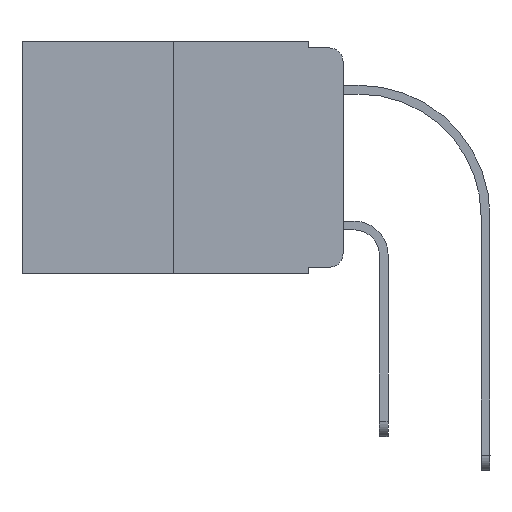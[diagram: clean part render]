
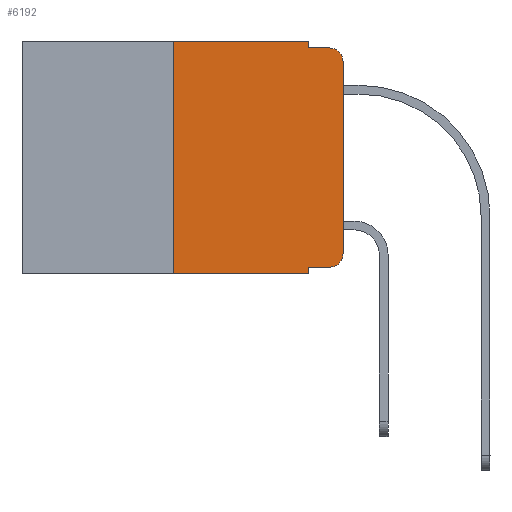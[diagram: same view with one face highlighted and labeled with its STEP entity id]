
A CAD part, left-side view. The second image highlights one B-rep face of the part: STEP entity #6192.
In plain terms, the highlighted planar face has unit normal (-1, 0, 0).
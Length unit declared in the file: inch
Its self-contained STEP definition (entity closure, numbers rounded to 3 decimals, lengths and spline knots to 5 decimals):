
#52 = EDGE_CURVE ( 'NONE', #2456, #15141, #10405, .T. ) ;
#158 = LINE ( 'NONE', #2778, #4067 ) ;
#220 = VERTEX_POINT ( 'NONE', #7755 ) ;
#236 = CARTESIAN_POINT ( 'NONE',  ( 0., 0.473, -0.343 ) ) ;
#295 = ORIENTED_EDGE ( 'NONE', *, *, #12497, .F. ) ;
#394 = LINE ( 'NONE', #2753, #15681 ) ;
#448 = DIRECTION ( 'NONE',  ( 0., 0., 1. ) ) ;
#580 = VERTEX_POINT ( 'NONE', #9954 ) ;
#1413 = CARTESIAN_POINT ( 'NONE',  ( 0., 0.25, -0.343 ) ) ;
#1747 = VERTEX_POINT ( 'NONE', #1413 ) ;
#2001 = CARTESIAN_POINT ( 'NONE',  ( 0., 0.25, 0. ) ) ;
#2172 = VECTOR ( 'NONE', #12687, 39.37008 ) ;
#2343 = CARTESIAN_POINT ( 'NONE',  ( 0., 0.051, -0.343 ) ) ;
#2456 = VERTEX_POINT ( 'NONE', #3614 ) ;
#2555 = ORIENTED_EDGE ( 'NONE', *, *, #3069, .F. ) ;
#2736 = EDGE_CURVE ( 'NONE', #1747, #13914, #14933, .T. ) ;
#2753 = CARTESIAN_POINT ( 'NONE',  ( 0., 0.051, -0.01 ) ) ;
#2778 = CARTESIAN_POINT ( 'NONE',  ( 0., 0.051, 0. ) ) ;
#3069 = EDGE_CURVE ( 'NONE', #9926, #15141, #394, .T. ) ;
#3101 = DIRECTION ( 'NONE',  ( 0., 0., -1. ) ) ;
#3495 = ORIENTED_EDGE ( 'NONE', *, *, #11214, .T. ) ;
#3587 = LINE ( 'NONE', #7436, #8334 ) ;
#3614 = CARTESIAN_POINT ( 'NONE',  ( 0., 0., -0.03 ) ) ;
#3629 = CARTESIAN_POINT ( 'NONE',  ( 0., 0., -0.313 ) ) ;
#3771 = EDGE_CURVE ( 'NONE', #220, #9926, #158, .T. ) ;
#4067 = VECTOR ( 'NONE', #4191, 39.37008 ) ;
#4079 = VERTEX_POINT ( 'NONE', #2343 ) ;
#4191 = DIRECTION ( 'NONE',  ( 0., 0., -1. ) ) ;
#4258 = ORIENTED_EDGE ( 'NONE', *, *, #2736, .F. ) ;
#4304 = CARTESIAN_POINT ( 'NONE',  ( 0., 0.473, 0. ) ) ;
#4576 = AXIS2_PLACEMENT_3D ( 'NONE', #12908, #9030, #7604 ) ;
#5357 = DIRECTION ( 'NONE',  ( 0., -1., 0. ) ) ;
#5553 = DIRECTION ( 'NONE',  ( 1., 0., 0. ) ) ;
#5565 = CARTESIAN_POINT ( 'NONE',  ( 0., 0.051, -0.333 ) ) ;
#6192 = ADVANCED_FACE ( 'NONE', ( #14305 ), #12050, .F. ) ;
#6477 = VERTEX_POINT ( 'NONE', #7565 ) ;
#6605 = LINE ( 'NONE', #236, #9930 ) ;
#6784 = CARTESIAN_POINT ( 'NONE',  ( 0., 0.02, -0.03 ) ) ;
#7107 = DIRECTION ( 'NONE',  ( 0., 0., 1. ) ) ;
#7370 = CARTESIAN_POINT ( 'NONE',  ( 0., 0.25, 0. ) ) ;
#7436 = CARTESIAN_POINT ( 'NONE',  ( 0., 0.473, 0. ) ) ;
#7565 = CARTESIAN_POINT ( 'NONE',  ( 0., 0.02, -0.333 ) ) ;
#7604 = DIRECTION ( 'NONE',  ( 0., 0., -1. ) ) ;
#7755 = CARTESIAN_POINT ( 'NONE',  ( 0., 0.051, 0. ) ) ;
#7828 = VERTEX_POINT ( 'NONE', #3629 ) ;
#8019 = CIRCLE ( 'NONE', #4576, 0.02 ) ;
#8030 = AXIS2_PLACEMENT_3D ( 'NONE', #4304, #5553, #15731 ) ;
#8047 = ORIENTED_EDGE ( 'NONE', *, *, #16330, .T. ) ;
#8334 = VECTOR ( 'NONE', #16522, 39.37008 ) ;
#8892 = CARTESIAN_POINT ( 'NONE',  ( 0., 0.051, 0. ) ) ;
#8924 = ORIENTED_EDGE ( 'NONE', *, *, #13018, .F. ) ;
#9030 = DIRECTION ( 'NONE',  ( -1., 0., 0. ) ) ;
#9245 = ORIENTED_EDGE ( 'NONE', *, *, #11771, .T. ) ;
#9272 = CARTESIAN_POINT ( 'NONE',  ( 0., 0., 0. ) ) ;
#9361 = CARTESIAN_POINT ( 'NONE',  ( 0., 0.02, -0.01 ) ) ;
#9576 = VECTOR ( 'NONE', #10712, 39.37008 ) ;
#9926 = VERTEX_POINT ( 'NONE', #15350 ) ;
#9930 = VECTOR ( 'NONE', #5357, 39.37008 ) ;
#9954 = CARTESIAN_POINT ( 'NONE',  ( 0., 0.051, -0.333 ) ) ;
#10061 = VECTOR ( 'NONE', #7107, 39.37008 ) ;
#10405 = CIRCLE ( 'NONE', #11220, 0.02 ) ;
#10644 = DIRECTION ( 'NONE',  ( 0., -1., 0. ) ) ;
#10712 = DIRECTION ( 'NONE',  ( 0., -1., 0. ) ) ;
#11214 = EDGE_CURVE ( 'NONE', #6477, #7828, #8019, .T. ) ;
#11220 = AXIS2_PLACEMENT_3D ( 'NONE', #6784, #13350, #3101 ) ;
#11255 = LINE ( 'NONE', #8892, #2172 ) ;
#11295 = ORIENTED_EDGE ( 'NONE', *, *, #3771, .F. ) ;
#11455 = ORIENTED_EDGE ( 'NONE', *, *, #15796, .T. ) ;
#11771 = EDGE_CURVE ( 'NONE', #7828, #2456, #12886, .T. ) ;
#12050 = PLANE ( 'NONE',  #8030 ) ;
#12497 = EDGE_CURVE ( 'NONE', #580, #4079, #11255, .T. ) ;
#12687 = DIRECTION ( 'NONE',  ( 0., 0., -1. ) ) ;
#12886 = LINE ( 'NONE', #9272, #15280 ) ;
#12908 = CARTESIAN_POINT ( 'NONE',  ( 0., 0.02, -0.313 ) ) ;
#13018 = EDGE_CURVE ( 'NONE', #13914, #220, #3587, .T. ) ;
#13350 = DIRECTION ( 'NONE',  ( -1., 0., 0. ) ) ;
#13914 = VERTEX_POINT ( 'NONE', #7370 ) ;
#13968 = EDGE_LOOP ( 'NONE', ( #9245, #15169, #2555, #11295, #8924, #4258, #11455, #295, #8047, #3495 ) ) ;
#14305 = FACE_OUTER_BOUND ( 'NONE', #13968, .T. ) ;
#14726 = LINE ( 'NONE', #5565, #9576 ) ;
#14933 = LINE ( 'NONE', #2001, #10061 ) ;
#15141 = VERTEX_POINT ( 'NONE', #9361 ) ;
#15169 = ORIENTED_EDGE ( 'NONE', *, *, #52, .T. ) ;
#15280 = VECTOR ( 'NONE', #448, 39.37008 ) ;
#15350 = CARTESIAN_POINT ( 'NONE',  ( 0., 0.051, -0.01 ) ) ;
#15681 = VECTOR ( 'NONE', #10644, 39.37008 ) ;
#15731 = DIRECTION ( 'NONE',  ( 0., 0., -1. ) ) ;
#15796 = EDGE_CURVE ( 'NONE', #1747, #4079, #6605, .T. ) ;
#16330 = EDGE_CURVE ( 'NONE', #580, #6477, #14726, .T. ) ;
#16522 = DIRECTION ( 'NONE',  ( 0., -1., 0. ) ) ;
